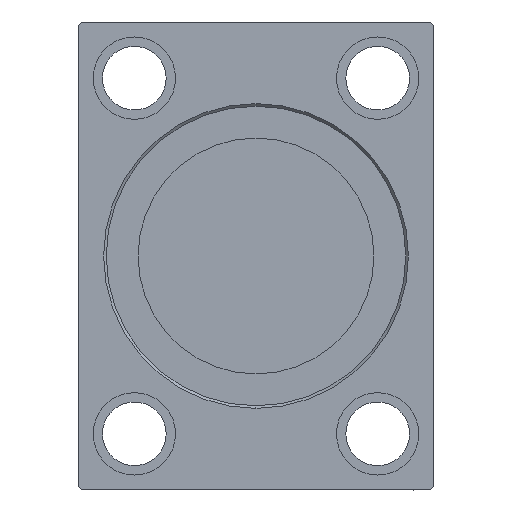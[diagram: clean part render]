
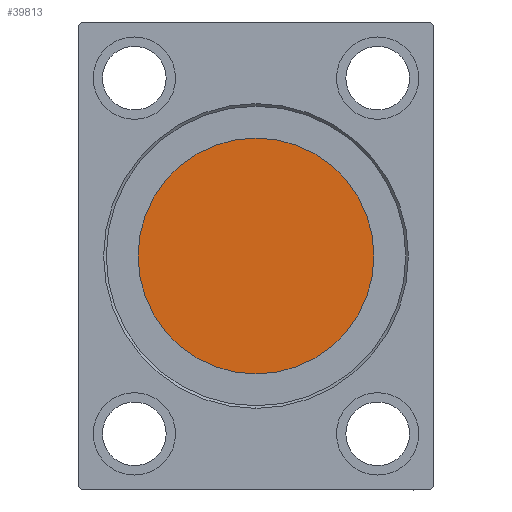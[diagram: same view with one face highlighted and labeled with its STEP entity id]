
A CAD part, left-side view. The second image highlights one B-rep face of the part: STEP entity #39813.
In plain terms, the highlighted planar face has unit normal (-1, 0, 0).
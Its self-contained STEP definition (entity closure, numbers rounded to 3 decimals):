
#1949 = VERTEX_POINT ( 'NONE', #4117 ) ;
#2408 = DIRECTION ( 'NONE',  ( 0., 0., 1. ) ) ;
#3802 = CIRCLE ( 'NONE', #11221, 31.5 ) ;
#4117 = CARTESIAN_POINT ( 'NONE',  ( 102.5, 0., 31.5 ) ) ;
#5396 = AXIS2_PLACEMENT_3D ( 'NONE', #41822, #15518, #39234 ) ;
#5416 = EDGE_CURVE ( 'NONE', #16797, #1949, #34444, .T. ) ;
#7151 = ORIENTED_EDGE ( 'NONE', *, *, #5416, .T. ) ;
#10534 = DIRECTION ( 'NONE',  ( -1., 0., 0. ) ) ;
#11221 = AXIS2_PLACEMENT_3D ( 'NONE', #24655, #18667, #2408 ) ;
#15518 = DIRECTION ( 'NONE',  ( -1., 0., 0. ) ) ;
#15997 = AXIS2_PLACEMENT_3D ( 'NONE', #37054, #10534, #17792 ) ;
#16797 = VERTEX_POINT ( 'NONE', #38825 ) ;
#17792 = DIRECTION ( 'NONE',  ( 0., 0., 1. ) ) ;
#18667 = DIRECTION ( 'NONE',  ( -1., 0., 0. ) ) ;
#18924 = FACE_OUTER_BOUND ( 'NONE', #21571, .T. ) ;
#21571 = EDGE_LOOP ( 'NONE', ( #22737, #7151 ) ) ;
#22737 = ORIENTED_EDGE ( 'NONE', *, *, #25755, .T. ) ;
#24655 = CARTESIAN_POINT ( 'NONE',  ( 102.5, 0., 0. ) ) ;
#25755 = EDGE_CURVE ( 'NONE', #1949, #16797, #3802, .T. ) ;
#26188 = PLANE ( 'NONE',  #5396 ) ;
#34444 = CIRCLE ( 'NONE', #15997, 31.5 ) ;
#37054 = CARTESIAN_POINT ( 'NONE',  ( 102.5, 0., 0. ) ) ;
#38825 = CARTESIAN_POINT ( 'NONE',  ( 102.5, 0., -31.5 ) ) ;
#39234 = DIRECTION ( 'NONE',  ( 0., 0., 1. ) ) ;
#39813 = ADVANCED_FACE ( 'NONE', ( #18924 ), #26188, .T. ) ;
#41822 = CARTESIAN_POINT ( 'NONE',  ( 102.5, 0., 0. ) ) ;
